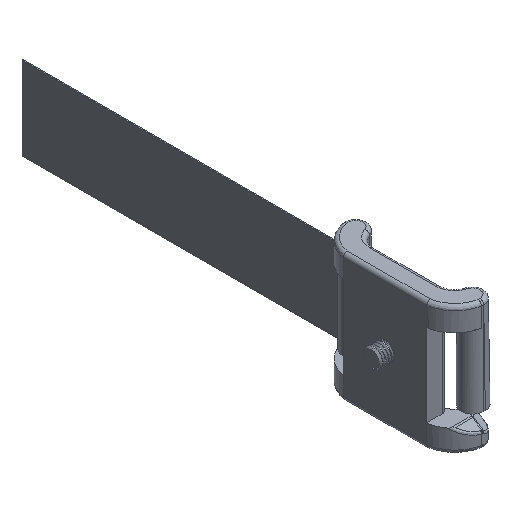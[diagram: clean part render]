
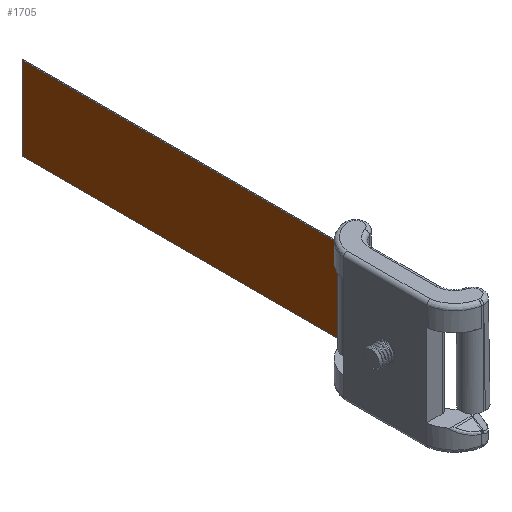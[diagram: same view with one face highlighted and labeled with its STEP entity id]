
A CAD part, isometric view. The second image highlights one B-rep face of the part: STEP entity #1705.
In plain terms, the highlighted planar face has unit normal (-1, 0, 0).
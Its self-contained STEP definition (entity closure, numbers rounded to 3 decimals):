
#78 = LINE ( 'NONE', #2253, #2093 ) ;
#235 = LINE ( 'NONE', #3066, #2694 ) ;
#243 = AXIS2_PLACEMENT_3D ( 'NONE', #3445, #1644, #3761 ) ;
#404 = EDGE_CURVE ( 'NONE', #2141, #1117, #235, .T. ) ;
#476 = DIRECTION ( 'NONE',  ( 0., 0., -1. ) ) ;
#484 = ORIENTED_EDGE ( 'NONE', *, *, #3460, .T. ) ;
#514 = VERTEX_POINT ( 'NONE', #2153 ) ;
#632 = EDGE_CURVE ( 'NONE', #3430, #514, #78, .T. ) ;
#701 = ORIENTED_EDGE ( 'NONE', *, *, #3125, .F. ) ;
#733 = CARTESIAN_POINT ( 'NONE',  ( 7.636, 17.249, 51. ) ) ;
#916 = EDGE_LOOP ( 'NONE', ( #701, #3506, #484, #2314 ) ) ;
#1086 = CARTESIAN_POINT ( 'NONE',  ( 7.636, 17.249, 29. ) ) ;
#1113 = DIRECTION ( 'NONE',  ( 0., -1., 0. ) ) ;
#1117 = VERTEX_POINT ( 'NONE', #1086 ) ;
#1171 = PLANE ( 'NONE',  #243 ) ;
#1256 = VECTOR ( 'NONE', #1113, 1000. ) ;
#1539 = LINE ( 'NONE', #3566, #1256 ) ;
#1573 = DIRECTION ( 'NONE',  ( 0., -1., 0. ) ) ;
#1644 = DIRECTION ( 'NONE',  ( 1., 0., 0. ) ) ;
#1705 = ADVANCED_FACE ( 'NONE', ( #4336 ), #1171, .F. ) ;
#2093 = VECTOR ( 'NONE', #476, 1000. ) ;
#2141 = VERTEX_POINT ( 'NONE', #733 ) ;
#2153 = CARTESIAN_POINT ( 'NONE',  ( 7.636, 102.249, 29. ) ) ;
#2253 = CARTESIAN_POINT ( 'NONE',  ( 7.636, 102.249, 143.08 ) ) ;
#2294 = LINE ( 'NONE', #3693, #3697 ) ;
#2314 = ORIENTED_EDGE ( 'NONE', *, *, #404, .F. ) ;
#2507 = CARTESIAN_POINT ( 'NONE',  ( 7.636, 102.249, 51. ) ) ;
#2694 = VECTOR ( 'NONE', #4468, 1000. ) ;
#3066 = CARTESIAN_POINT ( 'NONE',  ( 7.636, 17.249, 143.08 ) ) ;
#3125 = EDGE_CURVE ( 'NONE', #3430, #2141, #2294, .T. ) ;
#3430 = VERTEX_POINT ( 'NONE', #2507 ) ;
#3445 = CARTESIAN_POINT ( 'NONE',  ( 7.636, 17.249, 143.08 ) ) ;
#3460 = EDGE_CURVE ( 'NONE', #514, #1117, #1539, .T. ) ;
#3506 = ORIENTED_EDGE ( 'NONE', *, *, #632, .T. ) ;
#3566 = CARTESIAN_POINT ( 'NONE',  ( 7.636, 17.249, 29. ) ) ;
#3693 = CARTESIAN_POINT ( 'NONE',  ( 7.636, 17.249, 51. ) ) ;
#3697 = VECTOR ( 'NONE', #1573, 1000. ) ;
#3761 = DIRECTION ( 'NONE',  ( 0., 1., 0. ) ) ;
#4336 = FACE_OUTER_BOUND ( 'NONE', #916, .T. ) ;
#4468 = DIRECTION ( 'NONE',  ( 0., 0., -1. ) ) ;
